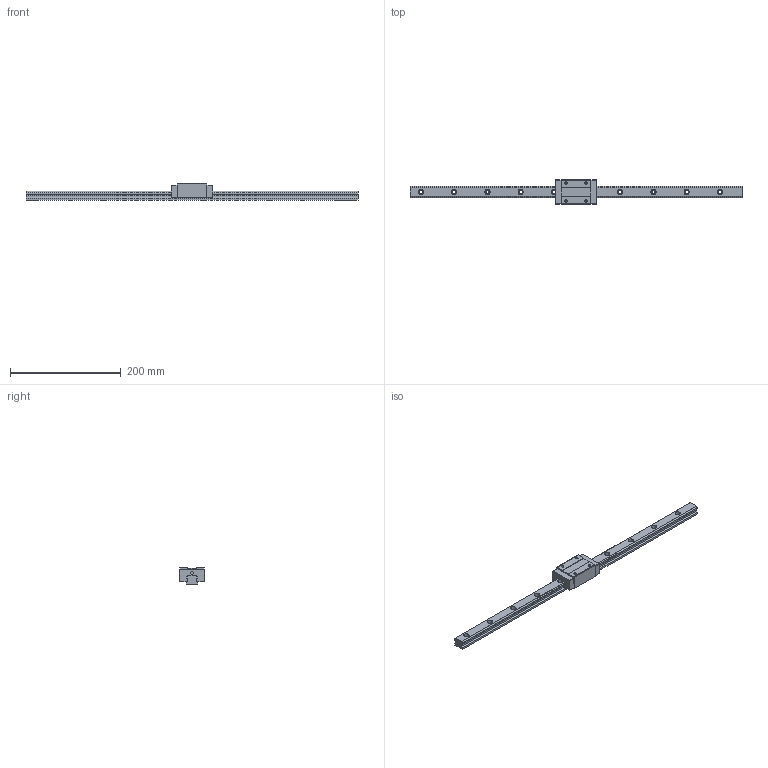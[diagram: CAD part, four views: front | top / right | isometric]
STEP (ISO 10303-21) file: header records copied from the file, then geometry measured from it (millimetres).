
FILE_DESCRIPTION (( 'STEP AP214' ), '1' );
FILE_NAME ('PBSA20NS.step', '2018-01-30T10:47:49', ( '' ), ( '' ), 'SwSTEP 2.0', 'SolidWorks 2017', '' );
FILE_SCHEMA (( 'AUTOMOTIVE_DESIGN' ));
Length unit declared in the file: millimetre
Products named in the file (1): PBSA20NS
Bounding box: 600 x 44 x 30 mm (x, y, z)
Volume: 233461.4 mm3; surface area: 63777.4 mm2
Topology: 2 solids, 2 shells, 156 faces, 410 edges, 266 vertices
Faces by surface type: cylinder 76, plane 64, cone 16
Entity records: 4887 total; most frequent: DIRECTION 882, CARTESIAN_POINT 825, ORIENTED_EDGE 804, EDGE_CURVE 402, AXIS2_PLACEMENT_3D 323, VERTEX_POINT 266, LINE 236, VECTOR 236
